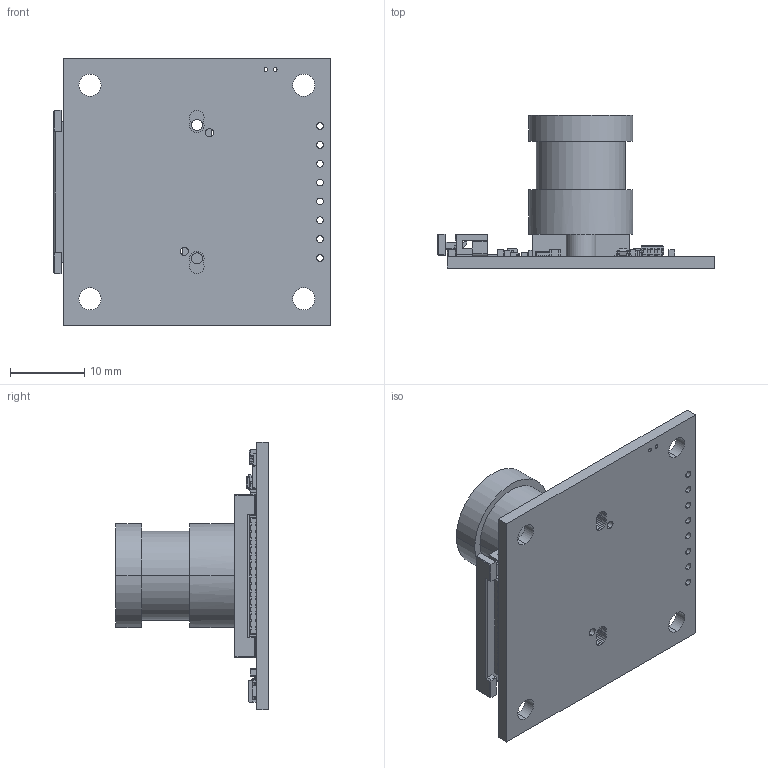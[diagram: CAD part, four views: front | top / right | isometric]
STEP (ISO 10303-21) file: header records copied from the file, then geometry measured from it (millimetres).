
FILE_DESCRIPTION (( 'STEP AP214' ), '1' );
FILE_NAME ('B0152.STEP', '2022-09-29T07:30:55', ( '' ), ( '' ), 'SwSTEP 2.0', 'SolidWorks 2021', '' );
FILE_SCHEMA (( 'AUTOMOTIVE_DESIGN' ));
Length unit declared in the file: millimetre
Products named in the file (1): B0152
Bounding box: 37.31 x 20.61 x 36 mm (x, y, z)
Volume: 5200.8 mm3; surface area: 5833.9 mm2
Topology: 46 solids, 46 shells, 2547 faces, 6844 edges, 4260 vertices
Faces by surface type: plane 1524, cylinder 480, bspline 407, sphere 128, torus 6, cone 2
Entity records: 135504 total; most frequent: CARTESIAN_POINT 46689, ORIENTED_EDGE 13400, DIRECTION 11136, EDGE_CURVE 6700, VECTOR 4942, LINE 4942, VERTEX_POINT 4260, AXIS2_PLACEMENT_3D 3097
